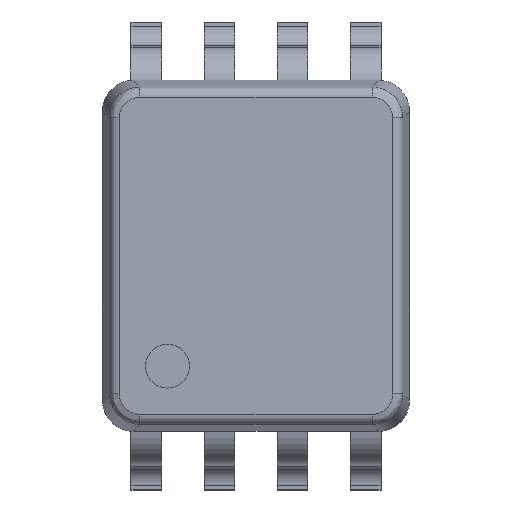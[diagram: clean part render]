
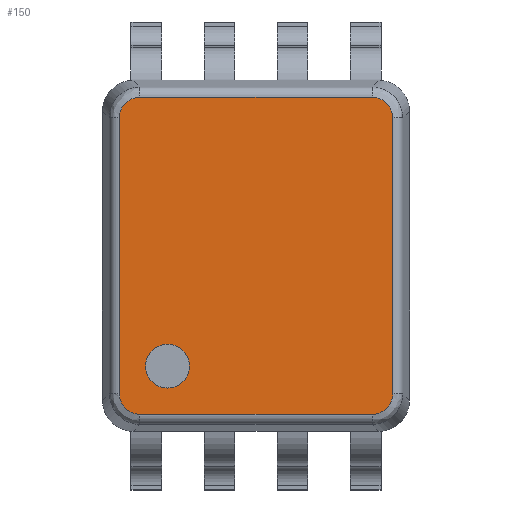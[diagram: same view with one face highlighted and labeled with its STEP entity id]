
A CAD part, top view. The second image highlights one B-rep face of the part: STEP entity #150.
In plain terms, the highlighted planar face has unit normal (0, 0, 1).
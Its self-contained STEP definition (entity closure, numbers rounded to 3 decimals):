
#150=ADVANCED_FACE('',(#1591,#1593),#1595,.T.);
#1591=FACE_BOUND('',#1592,.T.);
#1592=EDGE_LOOP('',(#2816,#2817,#2818,#2819,#2820,#2821,#2822,#2823));
#1593=FACE_BOUND('',#1594,.T.);
#1594=EDGE_LOOP('',(#2824));
#1595=PLANE('',#1596);
#1596=AXIS2_PLACEMENT_3D('',#1597,#1598,#1599);
#1597=CARTESIAN_POINT('',(0.,0.,1.));
#1598=DIRECTION('',(0.,0.,1.));
#1599=DIRECTION('',(1.,0.,0.));
#2816=ORIENTED_EDGE('',*,*,#3634,.T.);
#2817=ORIENTED_EDGE('',*,*,#3635,.F.);
#2818=ORIENTED_EDGE('',*,*,#3636,.T.);
#2819=ORIENTED_EDGE('',*,*,#3637,.F.);
#2820=ORIENTED_EDGE('',*,*,#3638,.T.);
#2821=ORIENTED_EDGE('',*,*,#3639,.F.);
#2822=ORIENTED_EDGE('',*,*,#3640,.T.);
#2823=ORIENTED_EDGE('',*,*,#3641,.F.);
#2824=ORIENTED_EDGE('',*,*,#3633,.F.);
#3633=EDGE_CURVE('',#4058,#4058,#4059,.T.);
#3634=EDGE_CURVE('',#4060,#4061,#4062,.T.);
#3635=EDGE_CURVE('',#4063,#4061,#4064,.F.);
#3636=EDGE_CURVE('',#4063,#4065,#4066,.T.);
#3637=EDGE_CURVE('',#4067,#4065,#4068,.F.);
#3638=EDGE_CURVE('',#4067,#4069,#4070,.T.);
#3639=EDGE_CURVE('',#4071,#4069,#4072,.F.);
#3640=EDGE_CURVE('',#4071,#4073,#4074,.T.);
#3641=EDGE_CURVE('',#4060,#4073,#4075,.F.);
#4058=VERTEX_POINT('',#4820);
#4059=CIRCLE('',#4821,0.15);
#4060=VERTEX_POINT('',#4825);
#4061=VERTEX_POINT('',#4826);
#4062=LINE('',#4827,#4828);
#4063=VERTEX_POINT('',#4830);
#4064=(BOUNDED_CURVE()B_SPLINE_CURVE(3,
(#4831,#4832,#4833,#4834),
.UNSPECIFIED.,.F.,.F.)B_SPLINE_CURVE_WITH_KNOTS((4,4),
(0.,1.),
.UNSPECIFIED.)CURVE()GEOMETRIC_REPRESENTATION_ITEM()RATIONAL_B_SPLINE_CURVE((1.,
0.812,0.812,1.))REPRESENTATION_ITEM(''));
#4065=VERTEX_POINT('',#4835);
#4066=LINE('',#4836,#4837);
#4067=VERTEX_POINT('',#4839);
#4068=(BOUNDED_CURVE()B_SPLINE_CURVE(3,
(#4840,#4841,#4842,#4843),
.UNSPECIFIED.,.F.,.F.)B_SPLINE_CURVE_WITH_KNOTS((4,4),
(0.,1.),
.UNSPECIFIED.)CURVE()GEOMETRIC_REPRESENTATION_ITEM()RATIONAL_B_SPLINE_CURVE((1.,
0.812,0.812,1.))REPRESENTATION_ITEM(''));
#4069=VERTEX_POINT('',#4844);
#4070=LINE('',#4845,#4846);
#4071=VERTEX_POINT('',#4848);
#4072=(BOUNDED_CURVE()B_SPLINE_CURVE(3,
(#4849,#4850,#4851,#4852),
.UNSPECIFIED.,.F.,.F.)B_SPLINE_CURVE_WITH_KNOTS((4,4),
(0.,1.),
.UNSPECIFIED.)CURVE()GEOMETRIC_REPRESENTATION_ITEM()RATIONAL_B_SPLINE_CURVE((1.,
0.812,0.812,1.))REPRESENTATION_ITEM(''));
#4073=VERTEX_POINT('',#4853);
#4074=LINE('',#4854,#4855);
#4075=(BOUNDED_CURVE()B_SPLINE_CURVE(3,
(#4857,#4858,#4859,#4860),
.UNSPECIFIED.,.F.,.F.)B_SPLINE_CURVE_WITH_KNOTS((4,4),
(0.,1.),
.UNSPECIFIED.)CURVE()GEOMETRIC_REPRESENTATION_ITEM()RATIONAL_B_SPLINE_CURVE((1.,
0.812,0.812,1.))REPRESENTATION_ITEM(''));
#4820=CARTESIAN_POINT('',(-0.455,-0.755,1.));
#4821=AXIS2_PLACEMENT_3D('',#4822,#4823,#4824);
#4822=CARTESIAN_POINT('',(-0.605,-0.755,1.));
#4823=DIRECTION('',(0.,0.,1.));
#4824=DIRECTION('',(1.,0.,0.));
#4825=CARTESIAN_POINT('',(0.794,1.084,1.));
#4826=CARTESIAN_POINT('',(-0.794,1.084,1.));
#4827=CARTESIAN_POINT('',(0.794,1.084,1.));
#4828=VECTOR('',#4829,1.);
#4829=DIRECTION('',(-1.,0.,0.));
#4830=CARTESIAN_POINT('',(-0.934,0.944,1.));
#4831=CARTESIAN_POINT('',(-0.794,1.084,1.));
#4832=CARTESIAN_POINT('',(-0.877,1.084,1.));
#4833=CARTESIAN_POINT('',(-0.934,1.027,1.));
#4834=CARTESIAN_POINT('',(-0.934,0.944,1.));
#4835=CARTESIAN_POINT('',(-0.934,-0.944,1.));
#4836=CARTESIAN_POINT('',(-0.934,0.944,1.));
#4837=VECTOR('',#4838,1.);
#4838=DIRECTION('',(0.,-1.,0.));
#4839=CARTESIAN_POINT('',(-0.794,-1.084,1.));
#4840=CARTESIAN_POINT('',(-0.934,-0.944,1.));
#4841=CARTESIAN_POINT('',(-0.934,-1.027,1.));
#4842=CARTESIAN_POINT('',(-0.877,-1.084,1.));
#4843=CARTESIAN_POINT('',(-0.794,-1.084,1.));
#4844=CARTESIAN_POINT('',(0.794,-1.084,1.));
#4845=CARTESIAN_POINT('',(-0.794,-1.084,1.));
#4846=VECTOR('',#4847,1.);
#4847=DIRECTION('',(1.,0.,0.));
#4848=CARTESIAN_POINT('',(0.934,-0.944,1.));
#4849=CARTESIAN_POINT('',(0.794,-1.084,1.));
#4850=CARTESIAN_POINT('',(0.877,-1.084,1.));
#4851=CARTESIAN_POINT('',(0.934,-1.027,1.));
#4852=CARTESIAN_POINT('',(0.934,-0.944,1.));
#4853=CARTESIAN_POINT('',(0.934,0.944,1.));
#4854=CARTESIAN_POINT('',(0.934,-0.944,1.));
#4855=VECTOR('',#4856,1.);
#4856=DIRECTION('',(0.,1.,0.));
#4857=CARTESIAN_POINT('',(0.934,0.944,1.));
#4858=CARTESIAN_POINT('',(0.934,1.027,1.));
#4859=CARTESIAN_POINT('',(0.877,1.084,1.));
#4860=CARTESIAN_POINT('',(0.794,1.084,1.));
